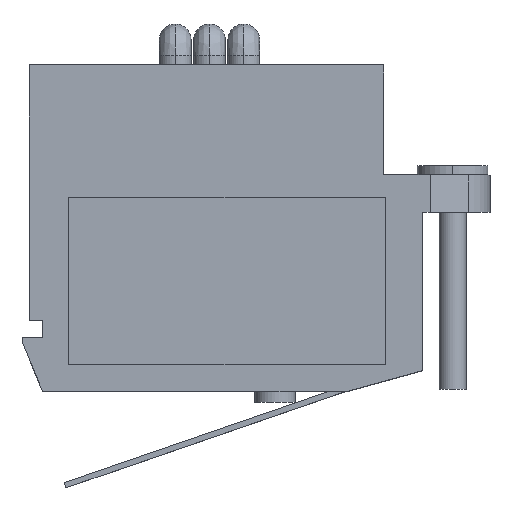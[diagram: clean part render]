
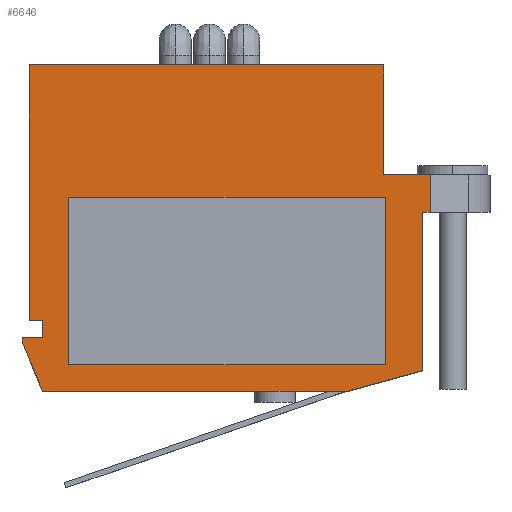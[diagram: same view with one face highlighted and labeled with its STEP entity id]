
A CAD part, top view. The second image highlights one B-rep face of the part: STEP entity #6646.
In plain terms, the highlighted planar face has unit normal (0, 0, 1).
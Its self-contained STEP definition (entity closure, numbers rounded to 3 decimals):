
#687=DIRECTION('',(0.,1.,0.));
#688=VECTOR('',#687,8.5);
#689=CARTESIAN_POINT('',(21.5,6.289,29.1));
#690=LINE('',#689,#688);
#691=DIRECTION('',(0.964,0.265,0.));
#692=VECTOR('',#691,4.148);
#693=CARTESIAN_POINT('',(17.5,5.189,29.1));
#694=LINE('',#693,#692);
#695=DIRECTION('',(1.,0.,0.));
#696=VECTOR('',#695,16.4);
#697=CARTESIAN_POINT('',(1.1,5.189,29.1));
#698=LINE('',#697,#696);
#699=DIRECTION('',(0.382,-0.924,0.));
#700=VECTOR('',#699,2.879);
#701=CARTESIAN_POINT('',(0.,7.849,29.1));
#702=LINE('',#701,#700);
#703=DIRECTION('',(0.,-1.,0.));
#704=VECTOR('',#703,0.24);
#705=CARTESIAN_POINT('',(0.,8.089,29.1));
#706=LINE('',#705,#704);
#707=DIRECTION('',(0.,-1.,0.));
#708=VECTOR('',#707,0.9);
#709=CARTESIAN_POINT('',(1.1,8.989,29.1));
#710=LINE('',#709,#708);
#711=DIRECTION('',(1.,0.,0.));
#712=VECTOR('',#711,0.7);
#713=CARTESIAN_POINT('',(0.4,8.989,29.1));
#714=LINE('',#713,#712);
#715=DIRECTION('',(0.,-1.,0.));
#716=VECTOR('',#715,13.7);
#717=CARTESIAN_POINT('',(0.4,22.689,29.1));
#718=LINE('',#717,#716);
#719=DIRECTION('',(-1.,0.,0.));
#720=VECTOR('',#719,19.);
#721=CARTESIAN_POINT('',(19.4,22.689,29.1));
#722=LINE('',#721,#720);
#723=DIRECTION('',(0.,-1.,0.));
#724=VECTOR('',#723,5.9);
#725=CARTESIAN_POINT('',(19.4,22.689,29.1));
#726=LINE('',#725,#724);
#727=DIRECTION('',(-1.,0.,0.));
#728=VECTOR('',#727,2.5);
#729=CARTESIAN_POINT('',(21.9,16.789,29.1));
#730=LINE('',#729,#728);
#731=DIRECTION('',(0.,1.,0.));
#732=VECTOR('',#731,2.);
#733=CARTESIAN_POINT('',(21.9,14.789,29.1));
#734=LINE('',#733,#732);
#735=DIRECTION('',(-1.,0.,0.));
#736=VECTOR('',#735,0.4);
#737=CARTESIAN_POINT('',(21.9,14.789,29.1));
#738=LINE('',#737,#736);
#739=DIRECTION('',(0.,-1.,0.));
#740=VECTOR('',#739,9.);
#741=CARTESIAN_POINT('',(2.5,15.599,29.1));
#742=LINE('',#741,#740);
#743=DIRECTION('',(1.,0.,0.));
#744=VECTOR('',#743,17.);
#745=CARTESIAN_POINT('',(2.5,6.599,29.1));
#746=LINE('',#745,#744);
#747=DIRECTION('',(0.,1.,0.));
#748=VECTOR('',#747,9.);
#749=CARTESIAN_POINT('',(19.5,6.599,29.1));
#750=LINE('',#749,#748);
#751=DIRECTION('',(-1.,0.,0.));
#752=VECTOR('',#751,17.);
#753=CARTESIAN_POINT('',(19.5,15.599,29.1));
#754=LINE('',#753,#752);
#767=DIRECTION('',(-1.,0.,0.));
#768=VECTOR('',#767,1.1);
#769=CARTESIAN_POINT('',(1.1,8.089,29.1));
#770=LINE('',#769,#768);
#4540=CARTESIAN_POINT('',(19.4,22.689,29.1));
#4541=CARTESIAN_POINT('',(19.4,16.789,29.1));
#4542=VERTEX_POINT('',#4540);
#4543=VERTEX_POINT('',#4541);
#4544=CARTESIAN_POINT('',(21.9,16.789,29.1));
#4545=VERTEX_POINT('',#4544);
#4668=CARTESIAN_POINT('',(0.4,8.989,29.1));
#4669=CARTESIAN_POINT('',(1.1,8.989,29.1));
#4670=VERTEX_POINT('',#4668);
#4671=VERTEX_POINT('',#4669);
#4672=CARTESIAN_POINT('',(1.1,8.089,29.1));
#4673=VERTEX_POINT('',#4672);
#4674=CARTESIAN_POINT('',(0.,7.849,29.1));
#4675=CARTESIAN_POINT('',(1.1,5.189,29.1));
#4676=VERTEX_POINT('',#4674);
#4677=VERTEX_POINT('',#4675);
#4678=CARTESIAN_POINT('',(0.4,22.689,29.1));
#4679=VERTEX_POINT('',#4678);
#4683=CARTESIAN_POINT('',(0.,8.089,29.1));
#4685=VERTEX_POINT('',#4683);
#4702=CARTESIAN_POINT('',(21.5,6.289,29.1));
#4703=CARTESIAN_POINT('',(21.5,14.789,29.1));
#4704=VERTEX_POINT('',#4702);
#4705=VERTEX_POINT('',#4703);
#4706=CARTESIAN_POINT('',(21.9,14.789,29.1));
#4707=VERTEX_POINT('',#4706);
#4708=CARTESIAN_POINT('',(17.5,5.189,29.1));
#4709=VERTEX_POINT('',#4708);
#4746=CARTESIAN_POINT('',(2.5,15.599,29.1));
#4747=CARTESIAN_POINT('',(2.5,6.599,29.1));
#4748=VERTEX_POINT('',#4746);
#4749=VERTEX_POINT('',#4747);
#4750=CARTESIAN_POINT('',(19.5,6.599,29.1));
#4751=VERTEX_POINT('',#4750);
#4752=CARTESIAN_POINT('',(19.5,15.599,29.1));
#4753=VERTEX_POINT('',#4752);
#6609=CARTESIAN_POINT('',(0.,0.,29.1));
#6610=DIRECTION('',(0.,0.,1.));
#6611=DIRECTION('',(1.,0.,0.));
#6612=AXIS2_PLACEMENT_3D('',#6609,#6610,#6611);
#6613=PLANE('',#6612);
#6614=ORIENTED_EDGE('',*,*,#5941,.F.);
#6615=ORIENTED_EDGE('',*,*,#5965,.F.);
#6616=ORIENTED_EDGE('',*,*,#6066,.F.);
#6617=ORIENTED_EDGE('',*,*,#6112,.F.);
#6619=ORIENTED_EDGE('',*,*,#6618,.F.);
#6621=ORIENTED_EDGE('',*,*,#6620,.F.);
#6623=ORIENTED_EDGE('',*,*,#6622,.F.);
#6625=ORIENTED_EDGE('',*,*,#6624,.F.);
#6626=ORIENTED_EDGE('',*,*,#6594,.F.);
#6628=ORIENTED_EDGE('',*,*,#6627,.F.);
#6630=ORIENTED_EDGE('',*,*,#6629,.T.);
#6631=ORIENTED_EDGE('',*,*,#6285,.F.);
#6632=ORIENTED_EDGE('',*,*,#6261,.F.);
#6633=ORIENTED_EDGE('',*,*,#6172,.T.);
#6634=EDGE_LOOP('',(#6614,#6615,#6616,#6617,#6619,#6621,#6623,#6625,#6626,#6628,
#6630,#6631,#6632,#6633));
#6635=FACE_OUTER_BOUND('',#6634,.F.);
#6637=ORIENTED_EDGE('',*,*,#6636,.T.);
#6639=ORIENTED_EDGE('',*,*,#6638,.T.);
#6641=ORIENTED_EDGE('',*,*,#6640,.T.);
#6643=ORIENTED_EDGE('',*,*,#6642,.T.);
#6644=EDGE_LOOP('',(#6637,#6639,#6641,#6643));
#6645=FACE_BOUND('',#6644,.F.);
#6646=ADVANCED_FACE('',(#6635,#6645),#6613,.T.);
#5941=EDGE_CURVE('',#4704,#4705,#690,.T.);
#5965=EDGE_CURVE('',#4709,#4704,#694,.T.);
#6066=EDGE_CURVE('',#4677,#4709,#698,.T.);
#6112=EDGE_CURVE('',#4676,#4677,#702,.T.);
#6172=EDGE_CURVE('',#4707,#4705,#738,.T.);
#6261=EDGE_CURVE('',#4707,#4545,#734,.T.);
#6285=EDGE_CURVE('',#4545,#4543,#730,.T.);
#6594=EDGE_CURVE('',#4679,#4670,#718,.T.);
#6618=EDGE_CURVE('',#4685,#4676,#706,.T.);
#6620=EDGE_CURVE('',#4673,#4685,#770,.T.);
#6622=EDGE_CURVE('',#4671,#4673,#710,.T.);
#6624=EDGE_CURVE('',#4670,#4671,#714,.T.);
#6627=EDGE_CURVE('',#4542,#4679,#722,.T.);
#6629=EDGE_CURVE('',#4542,#4543,#726,.T.);
#6636=EDGE_CURVE('',#4748,#4749,#742,.T.);
#6638=EDGE_CURVE('',#4749,#4751,#746,.T.);
#6640=EDGE_CURVE('',#4751,#4753,#750,.T.);
#6642=EDGE_CURVE('',#4753,#4748,#754,.T.);
